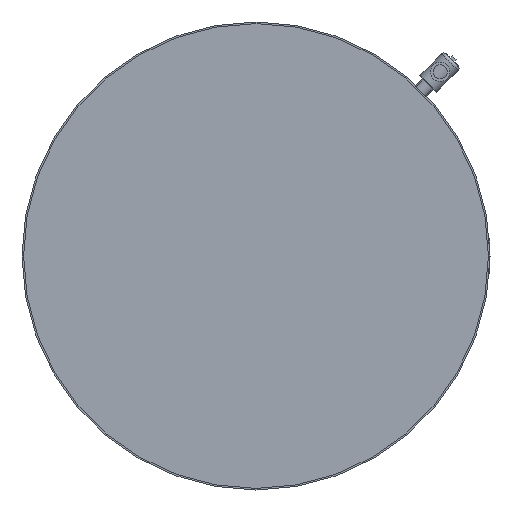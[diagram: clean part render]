
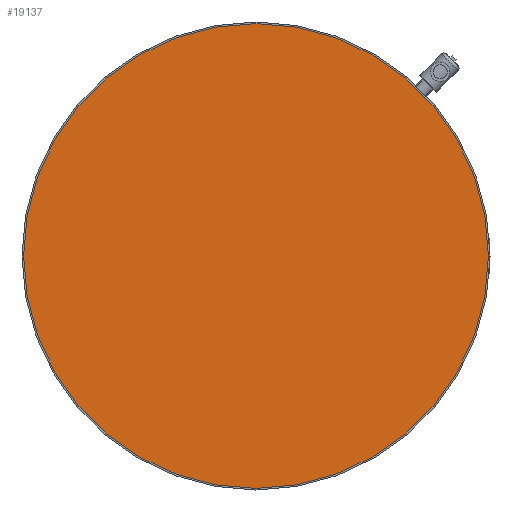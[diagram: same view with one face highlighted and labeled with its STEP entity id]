
A CAD part, front view. The second image highlights one B-rep face of the part: STEP entity #19137.
In plain terms, the highlighted planar face has unit normal (0, -1, 0).
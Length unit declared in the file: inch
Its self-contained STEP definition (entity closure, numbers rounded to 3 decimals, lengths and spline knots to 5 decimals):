
#3947 = AXIS2_PLACEMENT_3D ( 'NONE', #12354, #6867, #17411 ) ;
#4829 = FACE_OUTER_BOUND ( 'NONE', #18975, .T. ) ;
#5832 = ORIENTED_EDGE ( 'NONE', *, *, #9019, .F. ) ;
#6160 = CIRCLE ( 'NONE', #3947, 14.5 ) ;
#6345 = PLANE ( 'NONE',  #13701 ) ;
#6867 = DIRECTION ( 'NONE',  ( 0., 1., 0. ) ) ;
#7243 = CARTESIAN_POINT ( 'NONE',  ( -14.5, -34.5, 0. ) ) ;
#9019 = EDGE_CURVE ( 'NONE', #15800, #9959, #6160, .T. ) ;
#9737 = CARTESIAN_POINT ( 'NONE',  ( 0., -34.5, 0. ) ) ;
#9803 = CIRCLE ( 'NONE', #20274, 14.5 ) ;
#9959 = VERTEX_POINT ( 'NONE', #22692 ) ;
#11585 = EDGE_CURVE ( 'NONE', #9959, #15800, #9803, .T. ) ;
#12354 = CARTESIAN_POINT ( 'NONE',  ( 0., -34.5, 0. ) ) ;
#13701 = AXIS2_PLACEMENT_3D ( 'NONE', #9737, #18880, #18985 ) ;
#15293 = CARTESIAN_POINT ( 'NONE',  ( 0., -34.5, 0. ) ) ;
#15405 = DIRECTION ( 'NONE',  ( 0., 1., 0. ) ) ;
#15800 = VERTEX_POINT ( 'NONE', #7243 ) ;
#17273 = ORIENTED_EDGE ( 'NONE', *, *, #11585, .F. ) ;
#17411 = DIRECTION ( 'NONE',  ( -1., 0., 0. ) ) ;
#18880 = DIRECTION ( 'NONE',  ( 0., 1., 0. ) ) ;
#18975 = EDGE_LOOP ( 'NONE', ( #5832, #17273 ) ) ;
#18985 = DIRECTION ( 'NONE',  ( -1., 0., 0. ) ) ;
#19137 = ADVANCED_FACE ( 'NONE', ( #4829 ), #6345, .F. ) ;
#20274 = AXIS2_PLACEMENT_3D ( 'NONE', #15293, #15405, #20788 ) ;
#20788 = DIRECTION ( 'NONE',  ( -1., 0., 0. ) ) ;
#22692 = CARTESIAN_POINT ( 'NONE',  ( 14.5, -34.5, 0. ) ) ;
